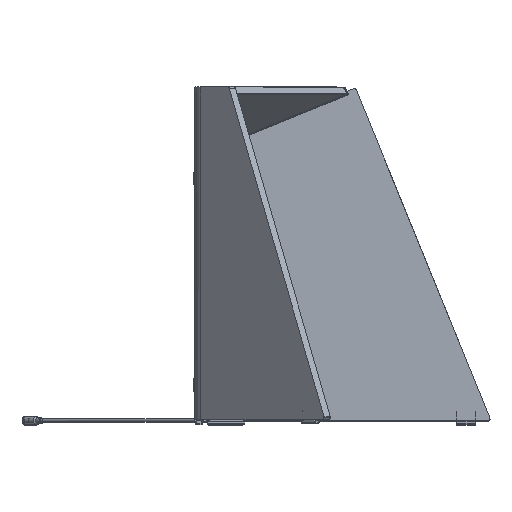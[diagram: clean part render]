
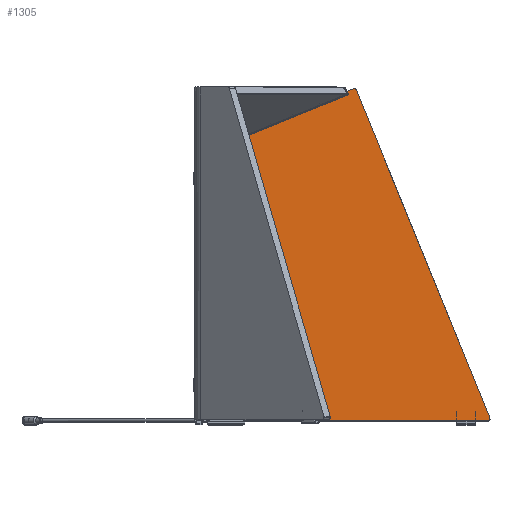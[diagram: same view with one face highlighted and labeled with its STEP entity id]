
A CAD part, top view. The second image highlights one B-rep face of the part: STEP entity #1305.
In plain terms, the highlighted planar face has unit normal (0, 0, 1).
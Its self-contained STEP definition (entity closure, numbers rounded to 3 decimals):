
#57=FACE_BOUND('',#2193,.T.);
#58=FACE_BOUND('',#2194,.T.);
#474=(
BOUNDED_CURVE()
B_SPLINE_CURVE(2,(#18421,#18422,#18423,#18424,#18425),.UNSPECIFIED.,.F.,
 .F.)
B_SPLINE_CURVE_WITH_KNOTS((3,2,3),(0.,3.114,6.227),
 .UNSPECIFIED.)
CURVE()
GEOMETRIC_REPRESENTATION_ITEM()
RATIONAL_B_SPLINE_CURVE((1.,0.883,1.,0.883,1.))
REPRESENTATION_ITEM('')
);
#481=(
BOUNDED_CURVE()
B_SPLINE_CURVE(2,(#18500,#18501,#18502),.UNSPECIFIED.,.F.,.F.)
B_SPLINE_CURVE_WITH_KNOTS((3,3),(0.,4.995),.UNSPECIFIED.)
CURVE()
GEOMETRIC_REPRESENTATION_ITEM()
RATIONAL_B_SPLINE_CURVE((1.,0.707,1.))
REPRESENTATION_ITEM('')
);
#482=(
BOUNDED_CURVE()
B_SPLINE_CURVE(2,(#18509,#18510,#18511),.UNSPECIFIED.,.F.,.F.)
B_SPLINE_CURVE_WITH_KNOTS((3,3),(-6.99,0.),.UNSPECIFIED.)
CURVE()
GEOMETRIC_REPRESENTATION_ITEM()
RATIONAL_B_SPLINE_CURVE((1.,0.995,1.))
REPRESENTATION_ITEM('')
);
#500=(
BOUNDED_CURVE()
B_SPLINE_CURVE(2,(#18685,#18686,#18687,#18688,#18689),.UNSPECIFIED.,.F.,
 .F.)
B_SPLINE_CURVE_WITH_KNOTS((3,2,3),(-9.975,-4.987,
0.),.UNSPECIFIED.)
CURVE()
GEOMETRIC_REPRESENTATION_ITEM()
RATIONAL_B_SPLINE_CURVE((1.,0.707,1.,0.707,1.))
REPRESENTATION_ITEM('')
);
#501=(
BOUNDED_CURVE()
B_SPLINE_CURVE(2,(#18690,#18691,#18692,#18693,#18694),.UNSPECIFIED.,.F.,
 .F.)
B_SPLINE_CURVE_WITH_KNOTS((3,2,3),(-9.975,-4.987,
0.),.UNSPECIFIED.)
CURVE()
GEOMETRIC_REPRESENTATION_ITEM()
RATIONAL_B_SPLINE_CURVE((1.,0.707,1.,0.707,1.))
REPRESENTATION_ITEM('')
);
#502=(
BOUNDED_CURVE()
B_SPLINE_CURVE(2,(#18695,#18696,#18697,#18698,#18699),.UNSPECIFIED.,.F.,
 .F.)
B_SPLINE_CURVE_WITH_KNOTS((3,2,3),(-9.975,-4.987,
0.),.UNSPECIFIED.)
CURVE()
GEOMETRIC_REPRESENTATION_ITEM()
RATIONAL_B_SPLINE_CURVE((1.,0.707,1.,0.707,1.))
REPRESENTATION_ITEM('')
);
#503=(
BOUNDED_CURVE()
B_SPLINE_CURVE(2,(#18700,#18701,#18702,#18703,#18704),.UNSPECIFIED.,.F.,
 .F.)
B_SPLINE_CURVE_WITH_KNOTS((3,2,3),(-9.975,-4.987,
0.),.UNSPECIFIED.)
CURVE()
GEOMETRIC_REPRESENTATION_ITEM()
RATIONAL_B_SPLINE_CURVE((1.,0.707,1.,0.707,1.))
REPRESENTATION_ITEM('')
);
#1305=ADVANCED_FACE('',(#1729,#57,#58),#10116,.T.);
#1729=FACE_OUTER_BOUND('',#2192,.T.);
#2192=EDGE_LOOP('',(#4118,#4119,#4120,#4121,#4122,#4123,#4124));
#2193=EDGE_LOOP('',(#4125,#4126));
#2194=EDGE_LOOP('',(#4127,#4128));
#4118=ORIENTED_EDGE('',*,*,#6280,.F.);
#4119=ORIENTED_EDGE('',*,*,#6211,.F.);
#4120=ORIENTED_EDGE('',*,*,#6215,.F.);
#4121=ORIENTED_EDGE('',*,*,#6226,.F.);
#4122=ORIENTED_EDGE('',*,*,#6227,.F.);
#4123=ORIENTED_EDGE('',*,*,#6230,.T.);
#4124=ORIENTED_EDGE('',*,*,#6285,.T.);
#4125=ORIENTED_EDGE('',*,*,#6282,.F.);
#4126=ORIENTED_EDGE('',*,*,#6281,.F.);
#4127=ORIENTED_EDGE('',*,*,#6283,.F.);
#4128=ORIENTED_EDGE('',*,*,#6284,.F.);
#6211=EDGE_CURVE('',#9325,#9326,#474,.T.);
#6215=EDGE_CURVE('',#9328,#9325,#7801,.T.);
#6226=EDGE_CURVE('',#9339,#9328,#481,.T.);
#6227=EDGE_CURVE('',#9340,#9339,#7806,.T.);
#6230=EDGE_CURVE('',#9340,#9341,#482,.T.);
#6280=EDGE_CURVE('',#9326,#9368,#7841,.T.);
#6281=EDGE_CURVE('',#9369,#9370,#500,.T.);
#6282=EDGE_CURVE('',#9370,#9369,#501,.T.);
#6283=EDGE_CURVE('',#9371,#9372,#502,.T.);
#6284=EDGE_CURVE('',#9372,#9371,#503,.T.);
#6285=EDGE_CURVE('',#9341,#9368,#7842,.T.);
#7801=B_SPLINE_CURVE_WITH_KNOTS('',1,(#18432,#18433),.UNSPECIFIED.,.F.,
 .F.,(2,2),(0.,480.493),.UNSPECIFIED.);
#7806=B_SPLINE_CURVE_WITH_KNOTS('',1,(#18503,#18504),.UNSPECIFIED.,.F.,
 .F.,(2,2),(0.,193.242),.UNSPECIFIED.);
#7841=B_SPLINE_CURVE_WITH_KNOTS('',1,(#18683,#18684),.UNSPECIFIED.,.F.,
 .F.,(2,2),(0.,368.368),.UNSPECIFIED.);
#7842=B_SPLINE_CURVE_WITH_KNOTS('',1,(#18705,#18706),.UNSPECIFIED.,.F.,
 .F.,(2,2),(-376.032,0.),.UNSPECIFIED.);
#9325=VERTEX_POINT('',#18352);
#9326=VERTEX_POINT('',#18353);
#9328=VERTEX_POINT('',#18355);
#9339=VERTEX_POINT('',#18366);
#9340=VERTEX_POINT('',#18367);
#9341=VERTEX_POINT('',#18368);
#9368=VERTEX_POINT('',#18395);
#9369=VERTEX_POINT('',#18396);
#9370=VERTEX_POINT('',#18397);
#9371=VERTEX_POINT('',#18398);
#9372=VERTEX_POINT('',#18399);
#10116=PLANE('',#10457);
#10457=AXIS2_PLACEMENT_3D('',#18325,#10713,$);
#10713=DIRECTION('',(0.,0.,1.));
#18325=CARTESIAN_POINT('',(-31.196,497.421,0.));
#18352=CARTESIAN_POINT('',(377.312,4.382,0.));
#18353=CARTESIAN_POINT('',(374.368,0.,0.));
#18355=CARTESIAN_POINT('',(195.762,449.256,0.));
#18366=CARTESIAN_POINT('',(191.616,450.998,0.));
#18367=CARTESIAN_POINT('',(12.699,377.984,0.));
#18368=CARTESIAN_POINT('',(6.,376.032,0.));
#18395=CARTESIAN_POINT('',(6.,0.,0.));
#18396=CARTESIAN_POINT('',(29.55,329.092,0.));
#18397=CARTESIAN_POINT('',(23.2,329.092,0.));
#18398=CARTESIAN_POINT('',(29.55,49.092,0.));
#18399=CARTESIAN_POINT('',(23.2,49.092,0.));
#18421=CARTESIAN_POINT('',(377.312,4.382,0.));
#18422=CARTESIAN_POINT('',(377.952,2.813,0.));
#18423=CARTESIAN_POINT('',(377.007,1.406,0.));
#18424=CARTESIAN_POINT('',(376.062,0.,0.));
#18425=CARTESIAN_POINT('',(374.368,0.,0.));
#18432=CARTESIAN_POINT('',(195.762,449.256,0.));
#18433=CARTESIAN_POINT('',(377.312,4.382,0.));
#18500=CARTESIAN_POINT('',(191.616,450.998,0.));
#18501=CARTESIAN_POINT('',(194.561,452.2,0.));
#18502=CARTESIAN_POINT('',(195.762,449.256,0.));
#18503=CARTESIAN_POINT('',(12.699,377.984,0.));
#18504=CARTESIAN_POINT('',(191.616,450.998,0.));
#18509=CARTESIAN_POINT('',(12.699,377.984,0.));
#18510=CARTESIAN_POINT('',(9.451,376.658,0.));
#18511=CARTESIAN_POINT('',(6.,376.032,0.));
#18683=CARTESIAN_POINT('',(374.368,0.,0.));
#18684=CARTESIAN_POINT('',(6.,0.,0.));
#18685=CARTESIAN_POINT('',(29.55,329.092,0.));
#18686=CARTESIAN_POINT('',(29.55,332.267,0.));
#18687=CARTESIAN_POINT('',(26.375,332.267,0.));
#18688=CARTESIAN_POINT('',(23.2,332.267,0.));
#18689=CARTESIAN_POINT('',(23.2,329.092,0.));
#18690=CARTESIAN_POINT('',(23.2,329.092,0.));
#18691=CARTESIAN_POINT('',(23.2,325.917,0.));
#18692=CARTESIAN_POINT('',(26.375,325.917,0.));
#18693=CARTESIAN_POINT('',(29.55,325.917,0.));
#18694=CARTESIAN_POINT('',(29.55,329.092,0.));
#18695=CARTESIAN_POINT('',(29.55,49.092,0.));
#18696=CARTESIAN_POINT('',(29.55,52.267,0.));
#18697=CARTESIAN_POINT('',(26.375,52.267,0.));
#18698=CARTESIAN_POINT('',(23.2,52.267,0.));
#18699=CARTESIAN_POINT('',(23.2,49.092,0.));
#18700=CARTESIAN_POINT('',(23.2,49.092,0.));
#18701=CARTESIAN_POINT('',(23.2,45.917,0.));
#18702=CARTESIAN_POINT('',(26.375,45.917,0.));
#18703=CARTESIAN_POINT('',(29.55,45.917,0.));
#18704=CARTESIAN_POINT('',(29.55,49.092,0.));
#18705=CARTESIAN_POINT('',(6.,376.032,0.));
#18706=CARTESIAN_POINT('',(6.,0.,0.));
